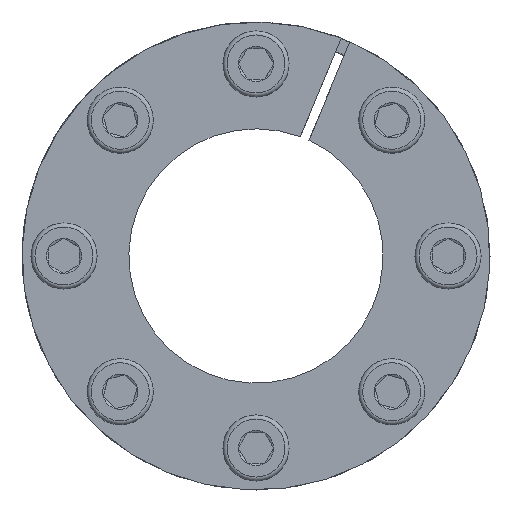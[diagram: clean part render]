
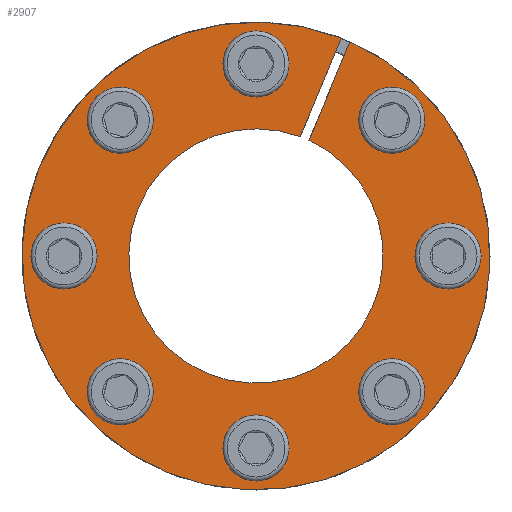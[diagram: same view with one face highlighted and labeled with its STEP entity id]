
A CAD part, front view. The second image highlights one B-rep face of the part: STEP entity #2907.
In plain terms, the highlighted planar face has unit normal (0, -1, 0).
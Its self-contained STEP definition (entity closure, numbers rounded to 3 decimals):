
#332=PLANE('',#3160);
#551=CIRCLE('',#3122,25.);
#564=CIRCLE('',#3145,4.);
#565=CIRCLE('',#3147,46.);
#575=CIRCLE('',#3161,4.);
#576=CIRCLE('',#3162,4.);
#577=CIRCLE('',#3163,4.);
#578=CIRCLE('',#3164,4.);
#579=CIRCLE('',#3165,4.);
#580=CIRCLE('',#3166,4.);
#581=CIRCLE('',#3167,4.);
#722=VERTEX_POINT('',#4368);
#724=VERTEX_POINT('',#4372);
#733=VERTEX_POINT('',#4400);
#747=VERTEX_POINT('',#4458);
#749=VERTEX_POINT('',#4469);
#758=VERTEX_POINT('',#4494);
#759=VERTEX_POINT('',#4496);
#760=VERTEX_POINT('',#4498);
#761=VERTEX_POINT('',#4500);
#762=VERTEX_POINT('',#4502);
#763=VERTEX_POINT('',#4504);
#764=VERTEX_POINT('',#4506);
#955=VECTOR('',#3560,1.);
#968=VECTOR('',#3588,1.);
#1069=LINE('',#4399,#955);
#1082=LINE('',#4459,#968);
#1182=EDGE_CURVE('',#724,#722,#551,.T.);
#1191=EDGE_CURVE('',#733,#722,#1069,.T.);
#1214=EDGE_CURVE('',#724,#747,#1082,.T.);
#1219=EDGE_CURVE('',#749,#749,#564,.T.);
#1220=EDGE_CURVE('',#747,#733,#565,.T.);
#1230=EDGE_CURVE('',#758,#758,#575,.T.);
#1231=EDGE_CURVE('',#759,#759,#576,.T.);
#1232=EDGE_CURVE('',#760,#760,#577,.T.);
#1233=EDGE_CURVE('',#761,#761,#578,.T.);
#1234=EDGE_CURVE('',#762,#762,#579,.T.);
#1235=EDGE_CURVE('',#763,#763,#580,.T.);
#1236=EDGE_CURVE('',#764,#764,#581,.T.);
#1602=ORIENTED_EDGE('',*,*,#1230,.T.);
#1603=ORIENTED_EDGE('',*,*,#1231,.T.);
#1604=ORIENTED_EDGE('',*,*,#1232,.T.);
#1605=ORIENTED_EDGE('',*,*,#1233,.T.);
#1606=ORIENTED_EDGE('',*,*,#1234,.T.);
#1607=ORIENTED_EDGE('',*,*,#1235,.T.);
#1608=ORIENTED_EDGE('',*,*,#1236,.T.);
#1609=ORIENTED_EDGE('',*,*,#1219,.T.);
#1610=ORIENTED_EDGE('',*,*,#1214,.T.);
#1611=ORIENTED_EDGE('',*,*,#1220,.T.);
#1612=ORIENTED_EDGE('',*,*,#1191,.T.);
#1613=ORIENTED_EDGE('',*,*,#1182,.F.);
#2228=EDGE_LOOP('',(#1602));
#2229=EDGE_LOOP('',(#1603));
#2230=EDGE_LOOP('',(#1604));
#2231=EDGE_LOOP('',(#1605));
#2232=EDGE_LOOP('',(#1606));
#2233=EDGE_LOOP('',(#1607));
#2234=EDGE_LOOP('',(#1608));
#2235=EDGE_LOOP('',(#1609));
#2236=EDGE_LOOP('',(#1610,#1611,#1612,#1613));
#2573=FACE_BOUND('',#2228,.T.);
#2574=FACE_BOUND('',#2229,.T.);
#2575=FACE_BOUND('',#2230,.T.);
#2576=FACE_BOUND('',#2231,.T.);
#2577=FACE_BOUND('',#2232,.T.);
#2578=FACE_BOUND('',#2233,.T.);
#2579=FACE_BOUND('',#2234,.T.);
#2580=FACE_BOUND('',#2235,.T.);
#2581=FACE_BOUND('',#2236,.T.);
#2907=ADVANCED_FACE('',(#2573,#2574,#2575,#2576,#2577,#2578,#2579,#2580,
#2581),#332,.F.);
#3122=AXIS2_PLACEMENT_3D('',#4373,#3543,#3544);
#3145=AXIS2_PLACEMENT_3D('',#4468,#3602,#3603);
#3147=AXIS2_PLACEMENT_3D('',#4471,#3606,#3607);
#3160=AXIS2_PLACEMENT_3D('',#4492,#3630,$);
#3161=AXIS2_PLACEMENT_3D('',#4493,#3631,#3632);
#3162=AXIS2_PLACEMENT_3D('',#4495,#3633,#3634);
#3163=AXIS2_PLACEMENT_3D('',#4497,#3635,#3636);
#3164=AXIS2_PLACEMENT_3D('',#4499,#3637,#3638);
#3165=AXIS2_PLACEMENT_3D('',#4501,#3639,#3640);
#3166=AXIS2_PLACEMENT_3D('',#4503,#3641,#3642);
#3167=AXIS2_PLACEMENT_3D('',#4505,#3643,#3644);
#3543=DIRECTION('',(0.,-1.,0.));
#3544=DIRECTION('',(0.,0.,-25.));
#3560=DIRECTION('',(-0.383,0.,-0.924));
#3588=DIRECTION('',(0.383,0.,0.924));
#3602=DIRECTION('',(0.,1.,0.));
#3603=DIRECTION('',(2.828,0.,2.828));
#3606=DIRECTION('',(0.,-1.,0.));
#3607=DIRECTION('',(0.,0.,-46.));
#3630=DIRECTION('',(0.,1.,0.));
#3631=DIRECTION('',(0.,1.,0.));
#3632=DIRECTION('',(4.,0.,0.));
#3633=DIRECTION('',(0.,1.,0.));
#3634=DIRECTION('',(2.828,0.,-2.828));
#3635=DIRECTION('',(0.,1.,0.));
#3636=DIRECTION('',(0.,0.,-4.));
#3637=DIRECTION('',(0.,1.,0.));
#3638=DIRECTION('',(-2.828,0.,-2.828));
#3639=DIRECTION('',(0.,1.,0.));
#3640=DIRECTION('',(-4.,0.,0.));
#3641=DIRECTION('',(0.,1.,0.));
#3642=DIRECTION('',(-2.828,0.,2.828));
#3643=DIRECTION('',(0.,1.,0.));
#3644=DIRECTION('',(0.,0.,4.));
#4368=CARTESIAN_POINT('',(10.418,0.,22.726));
#4372=CARTESIAN_POINT('',(8.703,0.,23.436));
#4373=CARTESIAN_POINT('',(0.,0.,0.));
#4399=CARTESIAN_POINT('',(18.461,0.,42.143));
#4400=CARTESIAN_POINT('',(18.458,0.,42.134));
#4458=CARTESIAN_POINT('',(16.742,0.,42.845));
#4459=CARTESIAN_POINT('',(8.703,0.,23.436));
#4468=CARTESIAN_POINT('',(-26.693,0.,26.693));
#4469=CARTESIAN_POINT('',(-23.865,0.,29.522));
#4471=CARTESIAN_POINT('',(0.,0.,0.));
#4492=CARTESIAN_POINT('',(0.,0.,
46.));
#4493=CARTESIAN_POINT('',(0.,0.,37.75));
#4494=CARTESIAN_POINT('',(4.,0.,37.75));
#4495=CARTESIAN_POINT('',(26.693,0.,26.693));
#4496=CARTESIAN_POINT('',(29.522,0.,23.865));
#4497=CARTESIAN_POINT('',(37.75,0.,0.));
#4498=CARTESIAN_POINT('',(37.75,0.,-4.));
#4499=CARTESIAN_POINT('',(26.693,0.,-26.693));
#4500=CARTESIAN_POINT('',(23.865,0.,-29.522));
#4501=CARTESIAN_POINT('',(0.,0.,-37.75));
#4502=CARTESIAN_POINT('',(-4.,0.,-37.75));
#4503=CARTESIAN_POINT('',(-26.693,0.,-26.693));
#4504=CARTESIAN_POINT('',(-29.522,0.,-23.865));
#4505=CARTESIAN_POINT('',(-37.75,0.,0.));
#4506=CARTESIAN_POINT('',(-37.75,0.,4.));
